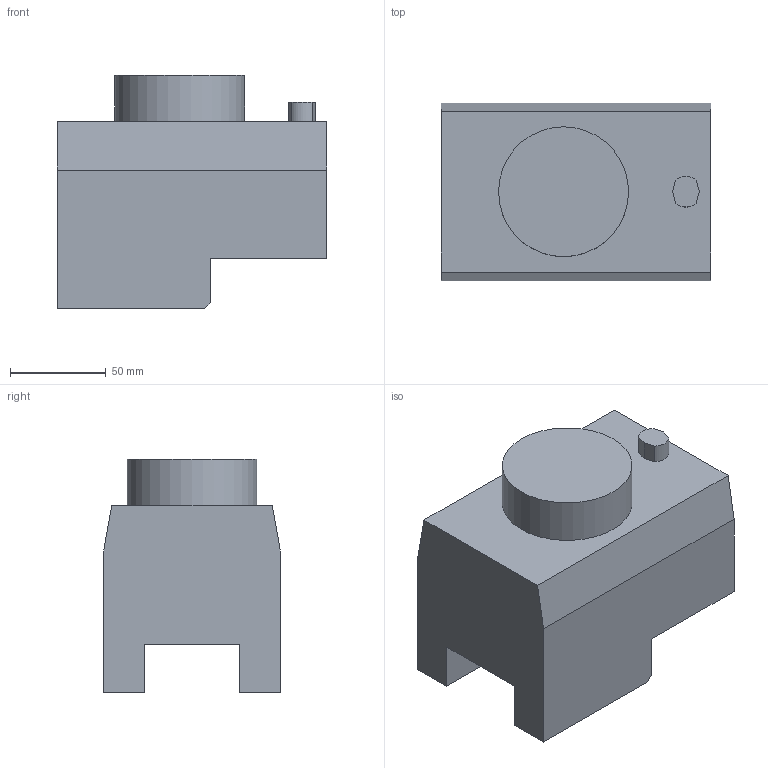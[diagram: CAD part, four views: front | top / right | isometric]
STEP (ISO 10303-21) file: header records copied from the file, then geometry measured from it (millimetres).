
FILE_DESCRIPTION(('ZollerModel'),'2;1');
FILE_NAME('Open CASCADE Shape Model','2021-03-23T11:47:21',('Zoller'),( 'E. Zoller GmbH & Co. KG'),'Open CASCADE STEP processor 6.2', 'Open CASCADE 6.2','Unknown');
FILE_SCHEMA(('AUTOMOTIVE_DESIGN { 1 0 10303 214 1 1 1 1 }'));
Length unit declared in the file: millimetre
Products named in the file (1): =>[0:1:1:2]
Bounding box: 141 x 93 x 122 mm (x, y, z)
Volume: 1109756.9 mm3; surface area: 74819.1 mm2
Topology: 1 solids, 1 shells, 128 faces, 324 edges, 216 vertices
Faces by surface type: plane 97, extrusion 26, cylinder 3, bspline 2
Full cylindrical faces by diameter (mm): 68 x1
Entity records: 11159 total; most frequent: CARTESIAN_POINT 5344, DIRECTION 773, ORIENTED_EDGE 648, PCURVE 648, DEFINITIONAL_REPRESENTATION 648, VECTOR 547, LINE 521, B_SPLINE_CURVE_WITH_KNOTS 465
